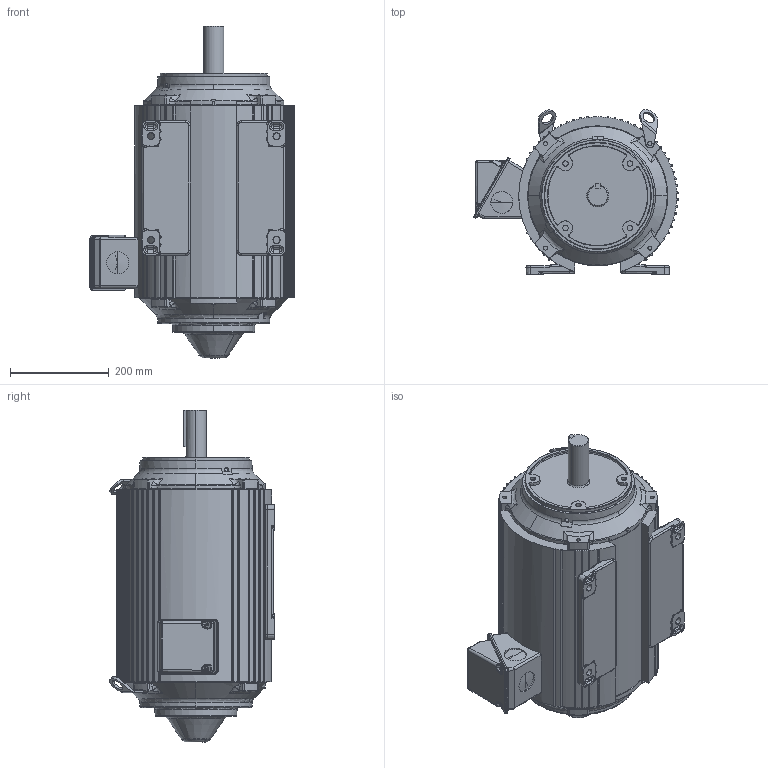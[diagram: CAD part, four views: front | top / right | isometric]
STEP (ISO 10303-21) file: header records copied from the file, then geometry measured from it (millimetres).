
FILE_DESCRIPTION (( 'STEP AP214' ), '1' );
FILE_NAME ('UN15T2BC.STEP', '2024-08-13T01:14:43', ( '' ), ( '' ), 'SwSTEP 2.0', 'SolidWorks 2021', '' );
FILE_SCHEMA (( 'AUTOMOTIVE_DESIGN' ));
Length unit declared in the file: inch
Products named in the file (1): UN15T2BC
Bounding box: 412.73 x 332.59 x 670.74 mm (x, y, z)
Volume: 37619103.5 mm3; surface area: 1138024.2 mm2
Topology: 40 solids, 40 shells, 2022 faces, 5087 edges, 3145 vertices
Faces by surface type: cylinder 556, bspline 430, plane 415, cone 279, torus 177, sphere 165
Entity records: 101981 total; most frequent: CARTESIAN_POINT 58027, ORIENTED_EDGE 10078, DIRECTION 7749, EDGE_CURVE 5039, VERTEX_POINT 3145, AXIS2_PLACEMENT_3D 3138, EDGE_LOOP 2116, FACE_OUTER_BOUND 2022
